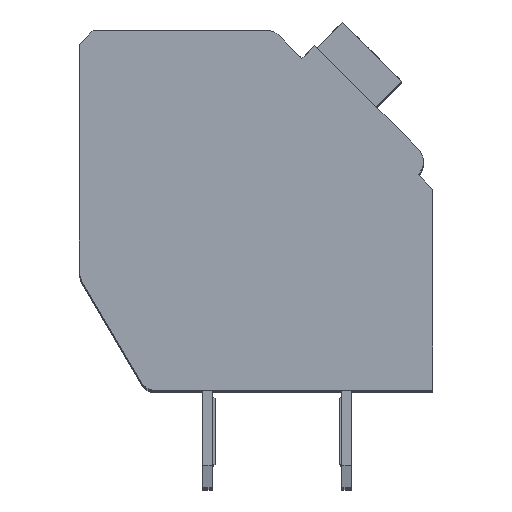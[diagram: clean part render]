
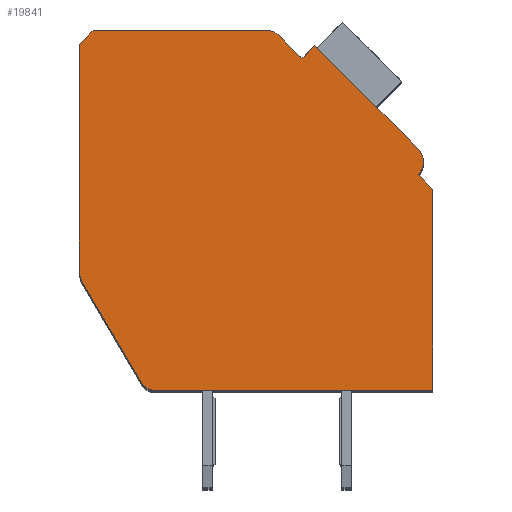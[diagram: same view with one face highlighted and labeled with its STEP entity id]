
A CAD part, top view. The second image highlights one B-rep face of the part: STEP entity #19841.
In plain terms, the highlighted planar face has unit normal (0, 0, 1).
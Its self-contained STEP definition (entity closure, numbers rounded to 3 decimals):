
#1685=DIRECTION('',(0.,-1.,0.));
#1686=VECTOR('',#1685,8.053);
#1687=CARTESIAN_POINT('',(-12.7,12.4,2.1));
#1688=LINE('',#1687,#1686);
#1689=DIRECTION('',(-0.707,-0.707,0.));
#1690=VECTOR('',#1689,0.707);
#1691=CARTESIAN_POINT('',(-12.2,12.9,2.1));
#1692=LINE('',#1691,#1690);
#1693=DIRECTION('',(-1.,0.,0.));
#1694=VECTOR('',#1693,6.298);
#1695=CARTESIAN_POINT('',(-5.902,12.9,2.1));
#1696=LINE('',#1695,#1694);
#1697=CARTESIAN_POINT('',(-5.902,12.4,2.1));
#1698=DIRECTION('',(0.,0.,1.));
#1699=DIRECTION('',(0.707,0.707,0.));
#1700=AXIS2_PLACEMENT_3D('',#1697,#1698,#1699);
#1702=DIRECTION('',(-0.707,0.707,0.));
#1703=VECTOR('',#1702,1.197);
#1704=CARTESIAN_POINT('',(-4.702,11.907,2.1));
#1705=LINE('',#1704,#1703);
#1706=DIRECTION('',(-0.707,-0.707,0.));
#1707=VECTOR('',#1706,0.65);
#1708=CARTESIAN_POINT('',(-4.243,12.367,2.1));
#1709=LINE('',#1708,#1707);
#1710=DIRECTION('',(-0.707,0.707,0.));
#1711=VECTOR('',#1710,5.25);
#1712=CARTESIAN_POINT('',(-0.53,8.655,2.1));
#1713=LINE('',#1712,#1711);
#1714=CARTESIAN_POINT('',(-0.99,8.195,2.1));
#1715=DIRECTION('',(0.,0.,1.));
#1716=DIRECTION('',(0.707,-0.707,0.));
#1717=AXIS2_PLACEMENT_3D('',#1714,#1715,#1716);
#1719=DIRECTION('',(-0.707,0.707,0.));
#1720=VECTOR('',#1719,0.75);
#1721=CARTESIAN_POINT('',(0.,7.205,2.1));
#1722=LINE('',#1721,#1720);
#1723=DIRECTION('',(0.,1.,0.));
#1724=VECTOR('',#1723,7.205);
#1725=CARTESIAN_POINT('',(0.,0.,2.1));
#1726=LINE('',#1725,#1724);
#1727=DIRECTION('',(1.,0.,0.));
#1728=VECTOR('',#1727,10.014);
#1729=CARTESIAN_POINT('',(-10.014,0.,2.1));
#1730=LINE('',#1729,#1728);
#1731=CARTESIAN_POINT('',(-10.014,0.5,2.1));
#1732=DIRECTION('',(0.,0.,1.));
#1733=DIRECTION('',(-0.862,-0.508,0.));
#1734=AXIS2_PLACEMENT_3D('',#1731,#1732,#1733);
#1736=DIRECTION('',(0.508,-0.862,0.));
#1737=VECTOR('',#1736,4.17);
#1738=CARTESIAN_POINT('',(-12.562,3.839,2.1));
#1739=LINE('',#1738,#1737);
#1740=CARTESIAN_POINT('',(-11.7,4.347,2.1));
#1741=DIRECTION('',(0.,0.,1.));
#1742=DIRECTION('',(-1.,0.,0.));
#1743=AXIS2_PLACEMENT_3D('',#1740,#1741,#1742);
#13799=CARTESIAN_POINT('',(-12.7,12.4,2.1));
#13800=CARTESIAN_POINT('',(-12.7,4.347,2.1));
#13801=VERTEX_POINT('',#13799);
#13802=VERTEX_POINT('',#13800);
#13803=CARTESIAN_POINT('',(-12.562,3.839,2.1));
#13804=VERTEX_POINT('',#13803);
#13805=CARTESIAN_POINT('',(-10.445,0.246,2.1));
#13806=VERTEX_POINT('',#13805);
#13807=CARTESIAN_POINT('',(-10.014,0.,2.1));
#13808=VERTEX_POINT('',#13807);
#13809=CARTESIAN_POINT('',(0.,0.,2.1));
#13810=VERTEX_POINT('',#13809);
#13811=CARTESIAN_POINT('',(0.,7.205,2.1));
#13812=VERTEX_POINT('',#13811);
#13813=CARTESIAN_POINT('',(-0.53,7.735,2.1));
#13814=VERTEX_POINT('',#13813);
#13815=CARTESIAN_POINT('',(-0.53,8.655,2.1));
#13816=VERTEX_POINT('',#13815);
#13817=CARTESIAN_POINT('',(-4.243,12.367,2.1));
#13818=VERTEX_POINT('',#13817);
#13819=CARTESIAN_POINT('',(-4.702,11.907,2.1));
#13820=VERTEX_POINT('',#13819);
#13821=CARTESIAN_POINT('',(-5.548,12.754,2.1));
#13822=VERTEX_POINT('',#13821);
#13823=CARTESIAN_POINT('',(-5.902,12.9,2.1));
#13824=VERTEX_POINT('',#13823);
#13825=CARTESIAN_POINT('',(-12.2,12.9,2.1));
#13826=VERTEX_POINT('',#13825);
#19811=CARTESIAN_POINT('',(0.,0.,2.1));
#19812=DIRECTION('',(0.,0.,1.));
#19813=DIRECTION('',(1.,0.,0.));
#19814=AXIS2_PLACEMENT_3D('',#19811,#19812,#19813);
#19815=PLANE('',#19814);
#19816=ORIENTED_EDGE('',*,*,#18005,.F.);
#19818=ORIENTED_EDGE('',*,*,#19817,.F.);
#19820=ORIENTED_EDGE('',*,*,#19819,.F.);
#19822=ORIENTED_EDGE('',*,*,#19821,.F.);
#19824=ORIENTED_EDGE('',*,*,#19823,.F.);
#19826=ORIENTED_EDGE('',*,*,#19825,.F.);
#19828=ORIENTED_EDGE('',*,*,#19827,.F.);
#19830=ORIENTED_EDGE('',*,*,#19829,.F.);
#19832=ORIENTED_EDGE('',*,*,#19831,.F.);
#19833=ORIENTED_EDGE('',*,*,#18356,.F.);
#19834=ORIENTED_EDGE('',*,*,#19613,.F.);
#19835=ORIENTED_EDGE('',*,*,#19213,.F.);
#19836=ORIENTED_EDGE('',*,*,#18957,.F.);
#19838=ORIENTED_EDGE('',*,*,#19837,.F.);
#19839=EDGE_LOOP('',(#19816,#19818,#19820,#19822,#19824,#19826,#19828,#19830,
#19832,#19833,#19834,#19835,#19836,#19838));
#19840=FACE_OUTER_BOUND('',#19839,.F.);
#1701=CIRCLE('',#1700,0.5);
#1718=CIRCLE('',#1717,0.65);
#1735=CIRCLE('',#1734,0.5);
#1744=CIRCLE('',#1743,1.);
#18005=EDGE_CURVE('',#13801,#13802,#1688,.T.);
#18356=EDGE_CURVE('',#13810,#13812,#1726,.T.);
#18957=EDGE_CURVE('',#13804,#13806,#1739,.T.);
#19213=EDGE_CURVE('',#13806,#13808,#1735,.T.);
#19613=EDGE_CURVE('',#13808,#13810,#1730,.T.);
#19817=EDGE_CURVE('',#13826,#13801,#1692,.T.);
#19819=EDGE_CURVE('',#13824,#13826,#1696,.T.);
#19821=EDGE_CURVE('',#13822,#13824,#1701,.T.);
#19823=EDGE_CURVE('',#13820,#13822,#1705,.T.);
#19825=EDGE_CURVE('',#13818,#13820,#1709,.T.);
#19827=EDGE_CURVE('',#13816,#13818,#1713,.T.);
#19829=EDGE_CURVE('',#13814,#13816,#1718,.T.);
#19831=EDGE_CURVE('',#13812,#13814,#1722,.T.);
#19837=EDGE_CURVE('',#13802,#13804,#1744,.T.);
#19841=ADVANCED_FACE('',(#19840),#19815,.T.);
